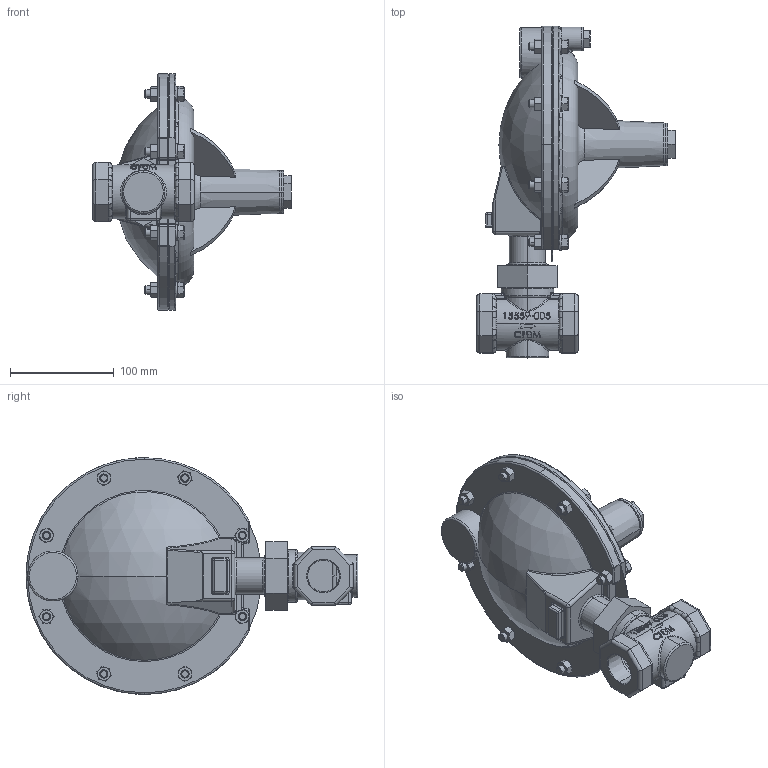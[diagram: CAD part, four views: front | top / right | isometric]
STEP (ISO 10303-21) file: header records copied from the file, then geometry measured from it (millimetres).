
FILE_DESCRIPTION (( 'STEP AP203' ), '1' );
FILE_NAME ('608IS-100-CS+S6-PT.STEP', '2017-09-07T15:03:03', ( '' ), ( '' ), 'SwSTEP 2.0', 'SolidWorks 2014', '' );
FILE_SCHEMA (( 'CONFIG_CONTROL_DESIGN' ));
Length unit declared in the file: inch
Products named in the file (1): 608IS-100-CS+S6-PT
Bounding box: 191.99 x 320.52 x 228.6 mm (x, y, z)
Volume: 2231511 mm3; surface area: 187807.8 mm2
Topology: 1 solids, 1 shells, 939 faces, 2295 edges, 1391 vertices
Faces by surface type: plane 336, cylinder 209, cone 176, bspline 136, torus 62, sphere 20
Entity records: 48234 total; most frequent: CARTESIAN_POINT 27784, ORIENTED_EDGE 4556, DIRECTION 3798, EDGE_CURVE 2278, AXIS2_PLACEMENT_3D 1523, VERTEX_POINT 1391, EDGE_LOOP 1005, FACE_OUTER_BOUND 940
